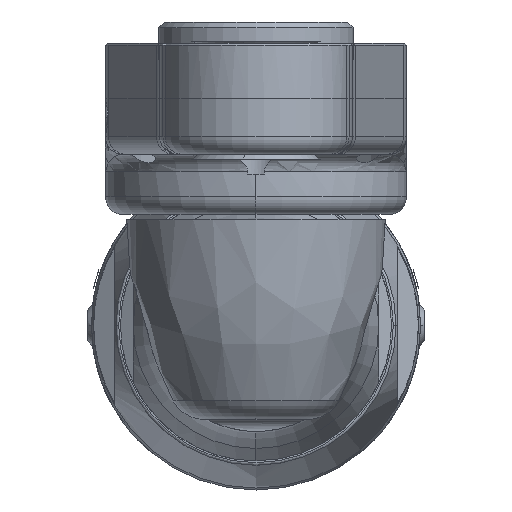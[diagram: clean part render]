
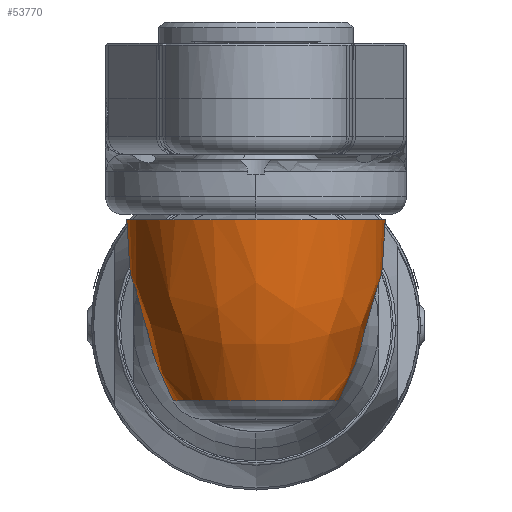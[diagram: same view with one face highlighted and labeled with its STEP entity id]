
A CAD part, left-side view. The second image highlights one B-rep face of the part: STEP entity #53770.
In plain terms, the highlighted free-form (B-spline) face has degree [3, 3] with [7, 4] control points.
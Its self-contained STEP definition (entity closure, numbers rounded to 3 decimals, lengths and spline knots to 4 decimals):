
#52663=CARTESIAN_POINT('',(-5.6551,0.4165,
-0.4017));
#52664=CARTESIAN_POINT('',(-5.6605,0.4245,
-0.3911));
#52665=CARTESIAN_POINT('',(-5.6709,0.4396,
-0.3701));
#52666=CARTESIAN_POINT('',(-5.6847,0.4595,
-0.3397));
#52667=CARTESIAN_POINT('',(-5.6962,0.477,
-0.3104));
#52668=CARTESIAN_POINT('',(-5.7048,0.4923,
-0.2823));
#52669=CARTESIAN_POINT('',(-5.7102,0.506,
-0.2549));
#52670=CARTESIAN_POINT('',(-5.712,0.5189,
-0.2264));
#52671=CARTESIAN_POINT('',(-5.709,0.5316,
-0.1954));
#52672=CARTESIAN_POINT('',(-5.7008,0.5437,
-0.162));
#52673=CARTESIAN_POINT('',(-5.6872,0.5549,
-0.1261));
#52674=CARTESIAN_POINT('',(-5.6692,0.5649,
-0.0879));
#52675=CARTESIAN_POINT('',(-5.6479,0.5733,
-0.0481));
#52676=CARTESIAN_POINT('',(-5.624,0.5798,
-0.0066));
#52677=CARTESIAN_POINT('',(-5.5973,0.5845,
0.0377));
#52678=CARTESIAN_POINT('',(-5.5674,0.5867,
0.0859));
#52679=CARTESIAN_POINT('',(-5.534,0.5859,
0.1387));
#52680=CARTESIAN_POINT('',(-5.4969,0.5809,
0.1965));
#52681=CARTESIAN_POINT('',(-5.4563,0.5705,
0.2595));
#52682=CARTESIAN_POINT('',(-5.4126,0.5532,
0.3271));
#52683=CARTESIAN_POINT('',(-5.3652,0.5268,
0.4006));
#52684=CARTESIAN_POINT('',(-5.3309,0.5004,
0.454));
#52685=CARTESIAN_POINT('',(-5.3135,0.4845,
0.4812));
#52721=CARTESIAN_POINT('',(-5.3091,-0.4824,0.5608));
#52722=CARTESIAN_POINT('',(-5.3091,-0.4824,
0.5474));
#52723=CARTESIAN_POINT('',(-5.3098,-0.4827,
0.5208));
#52724=CARTESIAN_POINT('',(-5.312,-0.4838,
0.4944));
#52725=CARTESIAN_POINT('',(-5.3135,-0.4845,
0.4812));
#52727=CARTESIAN_POINT('',(-5.799,0.,-0.4017));
#52728=DIRECTION('',(0.,0.,-1.));
#52729=DIRECTION('',(0.327,-0.945,0.));
#52730=AXIS2_PLACEMENT_3D('',#52727,#52728,#52729);
#52732=CARTESIAN_POINT('',(-5.3135,0.4845,
0.4812));
#52733=CARTESIAN_POINT('',(-5.312,0.4838,
0.4944));
#52734=CARTESIAN_POINT('',(-5.3098,0.4827,
0.5208));
#52735=CARTESIAN_POINT('',(-5.3091,0.4824,
0.5474));
#52736=CARTESIAN_POINT('',(-5.3091,0.4824,0.5608));
#52738=CARTESIAN_POINT('',(-5.799,0.,0.5608));
#52739=DIRECTION('',(0.,0.,1.));
#52740=DIRECTION('',(0.713,0.702,0.));
#52741=AXIS2_PLACEMENT_3D('',#52738,#52739,#52740);
#52773=CARTESIAN_POINT('',(-5.3135,-0.4845,
0.4812));
#52774=CARTESIAN_POINT('',(-5.3304,-0.5,
0.4547));
#52775=CARTESIAN_POINT('',(-5.3637,-0.5257,
0.4029));
#52776=CARTESIAN_POINT('',(-5.4097,-0.5518,
0.3315));
#52777=CARTESIAN_POINT('',(-5.4522,-0.5691,
0.2659));
#52778=CARTESIAN_POINT('',(-5.4916,-0.5798,
0.2048));
#52779=CARTESIAN_POINT('',(-5.5276,-0.5852,
0.1486));
#52780=CARTESIAN_POINT('',(-5.5601,-0.5868,
0.0975));
#52781=CARTESIAN_POINT('',(-5.5891,-0.5853,
0.0511));
#52782=CARTESIAN_POINT('',(-5.615,-0.5816,
0.0085));
#52783=CARTESIAN_POINT('',(-5.6382,-0.5762,
-0.031));
#52784=CARTESIAN_POINT('',(-5.6592,-0.5691,
-0.0688));
#52785=CARTESIAN_POINT('',(-5.6774,-0.5607,
-0.1048));
#52786=CARTESIAN_POINT('',(-5.6921,-0.5512,
-0.1384));
#52787=CARTESIAN_POINT('',(-5.7037,-0.5403,
-0.1718));
#52788=CARTESIAN_POINT('',(-5.7112,-0.5269,
-0.2077));
#52789=CARTESIAN_POINT('',(-5.7117,-0.5107,
-0.2451));
#52790=CARTESIAN_POINT('',(-5.7055,-0.4934,
-0.2804));
#52791=CARTESIAN_POINT('',(-5.6957,-0.4762,
-0.3118));
#52792=CARTESIAN_POINT('',(-5.6847,-0.4595,
-0.3396));
#52793=CARTESIAN_POINT('',(-5.6737,-0.4436,
-0.364));
#52794=CARTESIAN_POINT('',(-5.6635,-0.429,
-0.385));
#52795=CARTESIAN_POINT('',(-5.6577,-0.4205,
-0.3965));
#52796=CARTESIAN_POINT('',(-5.6551,-0.4165,
-0.4017));
#53013=CARTESIAN_POINT('',(-5.6551,-0.4165,
-0.4017));
#53091=CARTESIAN_POINT('',(-5.6551,0.4165,
-0.4017));
#53277=VERTEX_POINT('',#53091);
#53280=VERTEX_POINT('',#53013);
#53290=VERTEX_POINT('',#52736);
#53291=VERTEX_POINT('',#52732);
#53297=VERTEX_POINT('',#52725);
#53298=VERTEX_POINT('',#52721);
#53728=CARTESIAN_POINT('',(-5.2658,-0.4339,
0.5808));
#53729=CARTESIAN_POINT('',(-5.2631,-0.4361,
0.2287));
#53730=CARTESIAN_POINT('',(-5.3309,-0.3809,
-0.1124));
#53731=CARTESIAN_POINT('',(-5.4648,-0.272,
-0.4193));
#53732=CARTESIAN_POINT('',(-5.7555,-1.0356,
0.5808));
#53733=CARTESIAN_POINT('',(-5.7553,-1.0409,
0.2287));
#53734=CARTESIAN_POINT('',(-5.7608,-0.9091,
-0.1124));
#53735=CARTESIAN_POINT('',(-5.7717,-0.6492,
-0.4193));
#53736=CARTESIAN_POINT('',(-6.4864,-0.7757,
0.5808));
#53737=CARTESIAN_POINT('',(-6.4899,-0.7797,
0.2287));
#53738=CARTESIAN_POINT('',(-6.4025,-0.681,
-0.1124));
#53739=CARTESIAN_POINT('',(-6.2299,-0.4863,
-0.4193));
#53740=CARTESIAN_POINT('',(-6.4864,0.,0.5808));
#53741=CARTESIAN_POINT('',(-6.4899,0.,0.2287));
#53742=CARTESIAN_POINT('',(-6.4025,0.,-0.1124));
#53743=CARTESIAN_POINT('',(-6.2299,0.,-0.4193));
#53744=CARTESIAN_POINT('',(-6.4864,0.7757,
0.5808));
#53745=CARTESIAN_POINT('',(-6.4899,0.7797,
0.2287));
#53746=CARTESIAN_POINT('',(-6.4025,0.681,
-0.1124));
#53747=CARTESIAN_POINT('',(-6.2299,0.4863,
-0.4193));
#53748=CARTESIAN_POINT('',(-5.7555,1.0356,
0.5808));
#53749=CARTESIAN_POINT('',(-5.7553,1.0409,
0.2287));
#53750=CARTESIAN_POINT('',(-5.7608,0.9091,
-0.1124));
#53751=CARTESIAN_POINT('',(-5.7717,0.6492,
-0.4193));
#53752=CARTESIAN_POINT('',(-5.2658,0.4339,
0.5808));
#53753=CARTESIAN_POINT('',(-5.2631,0.4361,
0.2287));
#53754=CARTESIAN_POINT('',(-5.3309,0.3809,
-0.1124));
#53755=CARTESIAN_POINT('',(-5.4648,0.272,
-0.4193));
#53756=(BOUNDED_SURFACE()B_SPLINE_SURFACE(3,3,((#53728,#53729,#53730,#53731),(
#53732,#53733,#53734,#53735),(#53736,#53737,#53738,#53739),(#53740,#53741,
#53742,#53743),(#53744,#53745,#53746,#53747),(#53748,#53749,#53750,#53751),(
#53752,#53753,#53754,#53755)),.UNSPECIFIED.,.F.,.F.,.F.)B_SPLINE_SURFACE_WITH_KNOTS((4,3,4),(4,4),(0.,1.,2.),(0.,1.),.UNSPECIFIED.)GEOMETRIC_REPRESENTATION_ITEM()RATIONAL_B_SPLINE_SURFACE(((1.524,1.49,
1.49,1.524),(0.848,0.829,
0.829,0.848),(0.848,0.829,
0.829,0.848),(1.524,1.49,
1.49,1.524),(0.848,0.829,
0.829,0.848),(0.848,0.829,
0.829,0.848),(1.524,1.49,
1.49,1.524)))REPRESENTATION_ITEM('')SURFACE());
#53758=ORIENTED_EDGE('',*,*,#53757,.T.);
#53760=ORIENTED_EDGE('',*,*,#53759,.T.);
#53762=ORIENTED_EDGE('',*,*,#53761,.T.);
#53763=ORIENTED_EDGE('',*,*,#53718,.T.);
#53765=ORIENTED_EDGE('',*,*,#53764,.T.);
#53767=ORIENTED_EDGE('',*,*,#53766,.T.);
#53768=EDGE_LOOP('',(#53758,#53760,#53762,#53763,#53765,#53767));
#53769=FACE_OUTER_BOUND('',#53768,.F.);
#53770=ADVANCED_FACE('',(#53769),#53756,.T.);
#52686=B_SPLINE_CURVE_WITH_KNOTS('',3,(#52663,#52664,#52665,#52666,#52667,
#52668,#52669,#52670,#52671,#52672,#52673,#52674,#52675,#52676,#52677,#52678,
#52679,#52680,#52681,#52682,#52683,#52684,#52685),.UNSPECIFIED.,.F.,.F.,(4,1,1,
1,1,1,1,1,1,1,1,1,1,1,1,1,1,1,1,1,4),(0.,0.05,0.1,0.15,0.2,0.25,
0.3,0.35,0.4,0.45,0.5,0.55,0.6,0.65,0.7,0.75,0.8,0.85,
0.9,0.95,1.),.UNSPECIFIED.);
#52726=B_SPLINE_CURVE_WITH_KNOTS('',3,(#52721,#52722,#52723,#52724,#52725),
.UNSPECIFIED.,.F.,.F.,(4,1,4),(0.,0.5,1.),.UNSPECIFIED.);
#52731=CIRCLE('',#52730,0.4407);
#52737=B_SPLINE_CURVE_WITH_KNOTS('',3,(#52732,#52733,#52734,#52735,#52736),
.UNSPECIFIED.,.F.,.F.,(4,1,4),(0.,0.5,1.),.UNSPECIFIED.);
#52742=CIRCLE('',#52741,0.6875);
#52797=B_SPLINE_CURVE_WITH_KNOTS('',3,(#52773,#52774,#52775,#52776,#52777,
#52778,#52779,#52780,#52781,#52782,#52783,#52784,#52785,#52786,#52787,#52788,
#52789,#52790,#52791,#52792,#52793,#52794,#52795,#52796),.UNSPECIFIED.,.F.,.F.,(
4,1,1,1,1,1,1,1,1,1,1,1,1,1,1,1,1,1,1,1,1,4),(0.,0.0476,
0.0952,0.1429,0.1905,0.2381,
0.2857,0.3333,0.381,0.4286,
0.4762,0.5238,0.5714,0.619,
0.6667,0.7143,0.7619,0.8095,
0.8571,0.9048,0.9524,1.),.UNSPECIFIED.);
#53718=EDGE_CURVE('',#53277,#53291,#52686,.T.);
#53757=EDGE_CURVE('',#53298,#53297,#52726,.T.);
#53759=EDGE_CURVE('',#53297,#53280,#52797,.T.);
#53761=EDGE_CURVE('',#53280,#53277,#52731,.T.);
#53764=EDGE_CURVE('',#53291,#53290,#52737,.T.);
#53766=EDGE_CURVE('',#53290,#53298,#52742,.T.);
